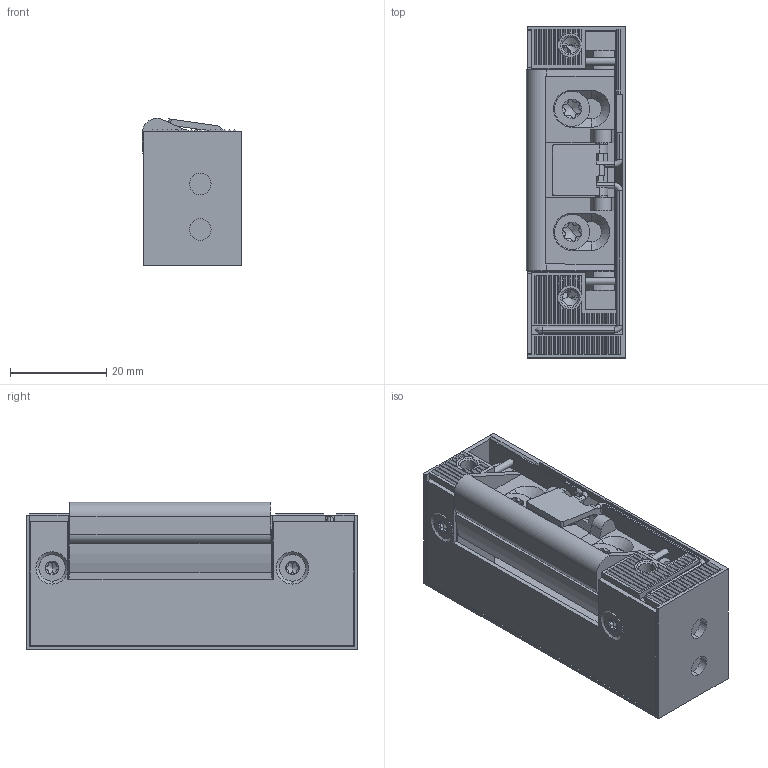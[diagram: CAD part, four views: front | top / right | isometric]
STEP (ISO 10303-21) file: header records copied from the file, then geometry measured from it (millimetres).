
FILE_DESCRIPTION (( 'STEP AP214' ), '1' );
FILE_NAME ('EFT-C-RACT9-.STEP', '2021-08-02T07:50:56', ( '' ), ( '' ), 'SwSTEP 2.0', 'SolidWorks 2020', '' );
FILE_SCHEMA (( 'AUTOMOTIVE_DESIGN' ));
Length unit declared in the file: millimetre
Products named in the file (10): MP0867-LATCH; MP0866-LATCH SUPPORT; MP0865-COVER; BN_4851_3271472_hexalobular_socket_flat_countersunk_head_screw_M3x5_2_14b; MP0864-CONTACT ACTUATOR; Spring Pin ISO 8752 - 1.5 x 12 - St_Spring Pin ISO 8752 - 1.5 x 12 - St; EFT-C-RACT9-; SPRING ACTUATOR; MP0863-CASING; BN 4851 1148532 hexalobular socket flat countersunk head screw M4x8_Stahl 8_8
Assembly tree (12 placements, depth 2):
  EFT-C-RACT9-
    MP0863-CASING
    MP0866-LATCH SUPPORT
    MP0867-LATCH
    MP0865-COVER
    Spring Pin ISO 8752 - 1.5 x 12 - St_Spring Pin ISO 8752 - 1.5 x 12 - St  x2
    SPRING ACTUATOR
    MP0864-CONTACT ACTUATOR
    BN 4851 1148532 hexalobular socket flat countersunk head screw M4x8_Stahl 8_8  x2
    BN_4851_3271472_hexalobular_socket_flat_countersunk_head_screw_M3x5_2_14b  x2
Bounding box: 20.65 x 69 x 30.64 mm (x, y, z)
Volume: 24084.4 mm3; surface area: 20113.3 mm2
Topology: 13 solids, 13 shells, 638 faces, 1563 edges, 998 vertices
Faces by surface type: plane 364, cylinder 172, cone 86, torus 16
Entity records: 16876 total; most frequent: CARTESIAN_POINT 3307, ORIENTED_EDGE 2664, DIRECTION 2645, EDGE_CURVE 1332, VECTOR 901, LINE 901, AXIS2_PLACEMENT_3D 872, VERTEX_POINT 862
